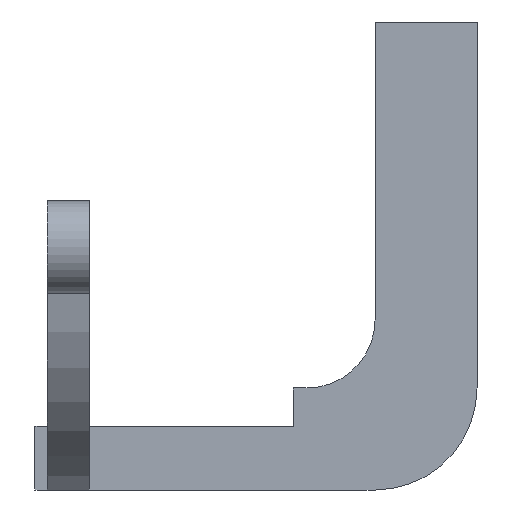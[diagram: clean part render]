
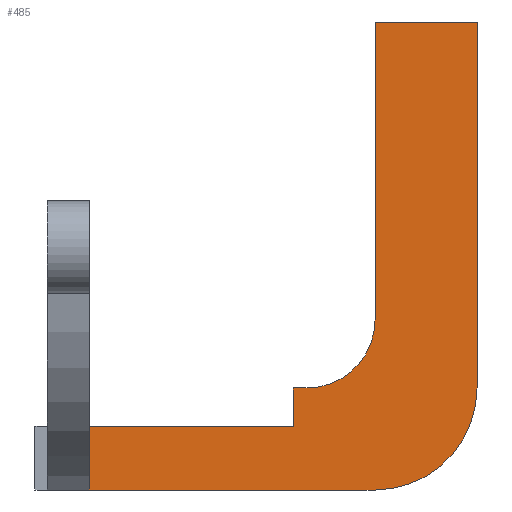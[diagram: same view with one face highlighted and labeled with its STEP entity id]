
A CAD part, front view. The second image highlights one B-rep face of the part: STEP entity #485.
In plain terms, the highlighted planar face has unit normal (0, -1, 0).
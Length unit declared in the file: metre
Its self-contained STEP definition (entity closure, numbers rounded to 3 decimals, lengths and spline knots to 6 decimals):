
#34=PLANE('',#546);
#61=LINE('',#776,#105);
#62=LINE('',#778,#106);
#63=LINE('',#782,#107);
#66=LINE('',#790,#110);
#68=LINE('',#794,#112);
#75=LINE('',#816,#119);
#76=LINE('',#818,#120);
#79=LINE('',#824,#123);
#105=VECTOR('',#637,1.);
#106=VECTOR('',#640,1.);
#107=VECTOR('',#645,1.);
#110=VECTOR('',#652,1.);
#112=VECTOR('',#656,1.);
#119=VECTOR('',#677,1.);
#120=VECTOR('',#680,1.);
#123=VECTOR('',#685,1.);
#233=ORIENTED_EDGE('',*,*,#321,.F.);
#234=ORIENTED_EDGE('',*,*,#318,.T.);
#235=ORIENTED_EDGE('',*,*,#313,.F.);
#236=ORIENTED_EDGE('',*,*,#306,.T.);
#237=ORIENTED_EDGE('',*,*,#304,.T.);
#238=ORIENTED_EDGE('',*,*,#300,.T.);
#239=ORIENTED_EDGE('',*,*,#298,.T.);
#240=ORIENTED_EDGE('',*,*,#297,.T.);
#241=ORIENTED_EDGE('',*,*,#311,.T.);
#242=ORIENTED_EDGE('',*,*,#317,.T.);
#297=EDGE_CURVE('',#333,#351,#61,.T.);
#298=EDGE_CURVE('',#352,#333,#62,.T.);
#300=EDGE_CURVE('',#353,#352,#63,.T.);
#304=EDGE_CURVE('',#356,#353,#66,.T.);
#306=EDGE_CURVE('',#357,#356,#68,.T.);
#311=EDGE_CURVE('',#351,#360,#386,.T.);
#313=EDGE_CURVE('',#357,#362,#388,.T.);
#317=EDGE_CURVE('',#360,#364,#75,.T.);
#318=EDGE_CURVE('',#365,#362,#76,.T.);
#321=EDGE_CURVE('',#365,#364,#79,.T.);
#333=VERTEX_POINT('',#717);
#351=VERTEX_POINT('',#775);
#352=VERTEX_POINT('',#779);
#353=VERTEX_POINT('',#783);
#356=VERTEX_POINT('',#791);
#357=VERTEX_POINT('',#795);
#360=VERTEX_POINT('',#803);
#362=VERTEX_POINT('',#809);
#364=VERTEX_POINT('',#815);
#365=VERTEX_POINT('',#819);
#386=CIRCLE('',#540,0.0075);
#388=CIRCLE('',#543,0.005);
#418=EDGE_LOOP('',(#233,#234,#235,#236,#237,#238,#239,#240,#241,#242));
#450=FACE_BOUND('',#418,.T.);
#485=ADVANCED_FACE('',(#450),#34,.T.);
#540=AXIS2_PLACEMENT_3D('',#804,#664,#665);
#543=AXIS2_PLACEMENT_3D('',#808,#670,#671);
#546=AXIS2_PLACEMENT_3D('',#823,#683,#684);
#637=DIRECTION('',(1.,0.,0.));
#640=DIRECTION('',(0.,0.,-1.));
#645=DIRECTION('',(-1.,0.,0.));
#652=DIRECTION('',(0.,0.,-1.));
#656=DIRECTION('',(-1.,0.,0.));
#664=DIRECTION('',(0.,-1.,0.));
#665=DIRECTION('',(0.,0.,-1.));
#670=DIRECTION('',(0.,-1.,0.));
#671=DIRECTION('',(0.,0.,-1.));
#677=DIRECTION('',(0.,0.,1.));
#680=DIRECTION('',(0.,0.,-1.));
#683=DIRECTION('',(0.,-1.,0.));
#684=DIRECTION('',(1.,0.,0.));
#685=DIRECTION('',(1.,0.,0.));
#717=CARTESIAN_POINT('',(-0.0285,-0.005,0.));
#775=CARTESIAN_POINT('',(-0.0075,-0.005,0.));
#776=CARTESIAN_POINT('',(-0.02,-0.005,0.));
#778=CARTESIAN_POINT('',(-0.0285,-0.005,0.00375));
#779=CARTESIAN_POINT('',(-0.0285,-0.005,0.004673));
#782=CARTESIAN_POINT('',(-0.0135,-0.005,0.004673));
#783=CARTESIAN_POINT('',(-0.0135,-0.005,0.004673));
#790=CARTESIAN_POINT('',(-0.0135,-0.005,0.00375));
#791=CARTESIAN_POINT('',(-0.0135,-0.005,0.0075));
#794=CARTESIAN_POINT('',(-0.0225,-0.005,0.0075));
#795=CARTESIAN_POINT('',(-0.0125,-0.005,0.0075));
#803=CARTESIAN_POINT('',(0.,-0.005,0.0075));
#804=CARTESIAN_POINT('',(-0.0075,-0.005,0.0075));
#808=CARTESIAN_POINT('',(-0.0125,-0.005,0.0125));
#809=CARTESIAN_POINT('',(-0.0075,-0.005,0.0125));
#815=CARTESIAN_POINT('',(0.,-0.005,0.034407));
#816=CARTESIAN_POINT('',(0.,-0.005,0.0275));
#818=CARTESIAN_POINT('',(-0.0075,-0.005,0.0275));
#819=CARTESIAN_POINT('',(-0.0075,-0.005,0.034407));
#823=CARTESIAN_POINT('',(-0.021,-0.005,0.0275));
#824=CARTESIAN_POINT('',(-0.021,-0.005,0.034407));
